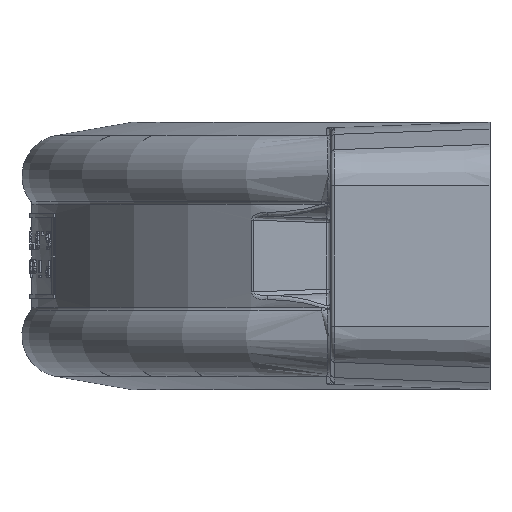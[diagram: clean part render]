
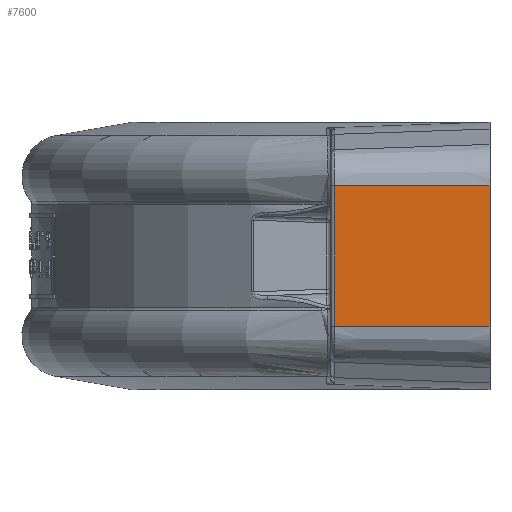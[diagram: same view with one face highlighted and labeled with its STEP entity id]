
A CAD part, left-side view. The second image highlights one B-rep face of the part: STEP entity #7600.
In plain terms, the highlighted planar face has unit normal (-0.999, 0.035, 0).
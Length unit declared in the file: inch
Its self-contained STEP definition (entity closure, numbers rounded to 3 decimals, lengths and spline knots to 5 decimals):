
#800=PLANE('',#8141);
#1226=FACE_OUTER_BOUND('',#1695,.T.);
#1695=EDGE_LOOP('',(#7016,#7017,#7018,#7019));
#2438=LINE('',#16145,#2926);
#2449=LINE('',#16972,#2937);
#2455=LINE('',#16989,#2943);
#2456=LINE('',#16992,#2944);
#2926=VECTOR('',#9541,1.323);
#2937=VECTOR('',#9676,1.46229);
#2943=VECTOR('',#9696,1.46229);
#2944=VECTOR('',#9701,1.323);
#3631=VERTEX_POINT('',#16135);
#3633=VERTEX_POINT('',#16141);
#3675=VERTEX_POINT('',#16970);
#3679=VERTEX_POINT('',#16988);
#4712=EDGE_CURVE('',#3631,#3633,#2438,.T.);
#4796=EDGE_CURVE('',#3675,#3631,#2449,.T.);
#4804=EDGE_CURVE('',#3679,#3633,#2455,.T.);
#4806=EDGE_CURVE('',#3679,#3675,#2456,.T.);
#7016=ORIENTED_EDGE('',*,*,#4712,.F.);
#7017=ORIENTED_EDGE('',*,*,#4796,.F.);
#7018=ORIENTED_EDGE('',*,*,#4806,.F.);
#7019=ORIENTED_EDGE('',*,*,#4804,.T.);
#7600=ADVANCED_FACE('',(#1226),#800,.T.);
#8141=AXIS2_PLACEMENT_3D('',#16991,#9699,#9700);
#9541=DIRECTION('',(0.,0.,1.));
#9676=DIRECTION('',(0.035,0.999,0.));
#9696=DIRECTION('',(0.035,0.999,0.));
#9699=DIRECTION('center_axis',(-0.999,0.035,0.));
#9700=DIRECTION('ref_axis',(0.,0.,1.));
#9701=DIRECTION('',(0.,0.,-1.));
#16135=CARTESIAN_POINT('',(-5.03897,1.4614,-0.6615));
#16141=CARTESIAN_POINT('',(-5.03897,1.4614,0.6615));
#16145=CARTESIAN_POINT('',(-5.03897,1.4614,0.33075));
#16970=CARTESIAN_POINT('',(-5.09,0.,-0.6615));
#16972=CARTESIAN_POINT('',(-5.09,0.,-0.6615));
#16988=CARTESIAN_POINT('',(-5.09,0.,0.6615));
#16989=CARTESIAN_POINT('',(-5.09,0.,0.6615));
#16991=CARTESIAN_POINT('Origin',(-5.09,0.,0.6615));
#16992=CARTESIAN_POINT('',(-5.09,0.,0.6615));
